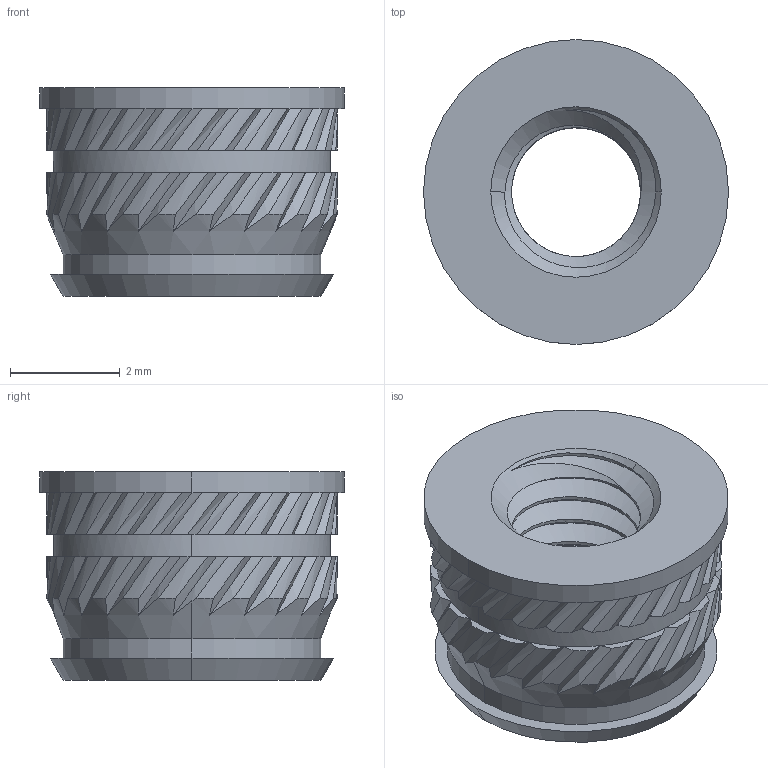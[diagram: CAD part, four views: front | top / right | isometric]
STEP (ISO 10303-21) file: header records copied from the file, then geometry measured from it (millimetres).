
FILE_DESCRIPTION(/* description */ (''),/* implementation_level */ '2;1');
FILE_NAME(/* name */ 'Heat Inserts M3_v1.step',/* time_stamp */ '2024-02-15T15:49:20-05:00',/* author */ (''),/* organization */ (''),/* preprocessor_version */ 'ST-DEVELOPER v20',/* originating_system */ 'Autodesk Translation Framework v12.20.1.177',/* authorisation */ '');
FILE_SCHEMA (('AUTOMOTIVE_DESIGN { 1 0 10303 214 3 1 1 }'));
Length unit declared in the file: inch
Products named in the file (1): Heat Inserts M3
Bounding box: 5.56 x 5.56 x 3.8 mm (x, y, z)
Volume: 56.3 mm3; surface area: 158.8 mm2
Topology: 1 solids, 1 shells, 233 faces, 589 edges, 360 vertices
Faces by surface type: bspline 99, cylinder 72, plane 52, cone 10
Entity records: 16409 total; most frequent: CARTESIAN_POINT 12118, ORIENTED_EDGE 1178, DIRECTION 637, EDGE_CURVE 589, VERTEX_POINT 360, AXIS2_PLACEMENT_3D 302, EDGE_LOOP 237, FACE_OUTER_BOUND 233
